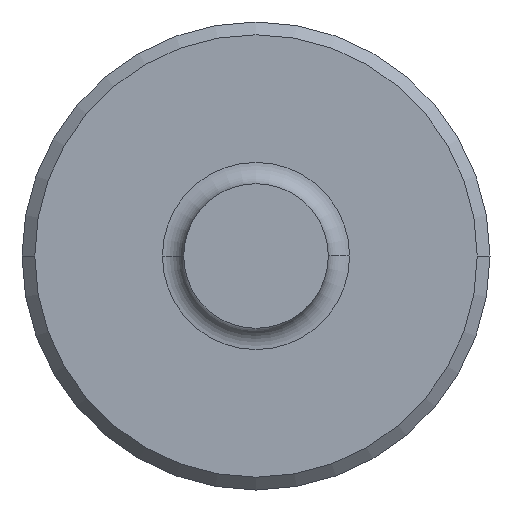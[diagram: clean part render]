
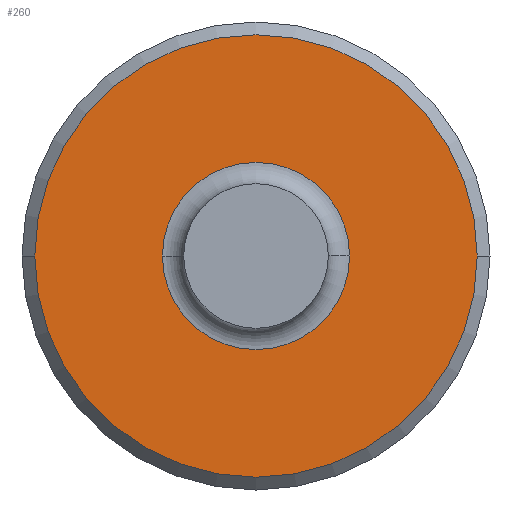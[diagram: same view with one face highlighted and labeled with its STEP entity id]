
A CAD part, front view. The second image highlights one B-rep face of the part: STEP entity #260.
In plain terms, the highlighted planar face has unit normal (0, -1, 0).
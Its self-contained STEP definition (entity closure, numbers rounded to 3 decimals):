
#39=CARTESIAN_POINT('',(0.,10.,0.));
#40=DIRECTION('',(0.,-1.,0.));
#41=DIRECTION('',(-1.,0.,0.));
#42=AXIS2_PLACEMENT_3D('',#39,#40,#41);
#44=CARTESIAN_POINT('',(0.,10.,0.));
#45=DIRECTION('',(0.,-1.,0.));
#46=DIRECTION('',(1.,0.,0.));
#47=AXIS2_PLACEMENT_3D('',#44,#45,#46);
#49=CARTESIAN_POINT('',(0.,10.,0.));
#50=DIRECTION('',(0.,1.,0.));
#51=DIRECTION('',(1.,0.,0.));
#52=AXIS2_PLACEMENT_3D('',#49,#50,#51);
#54=CARTESIAN_POINT('',(0.,10.,0.));
#55=DIRECTION('',(0.,1.,0.));
#56=DIRECTION('',(-1.,0.,0.));
#57=AXIS2_PLACEMENT_3D('',#54,#55,#56);
#161=CARTESIAN_POINT('',(-5.2,10.,0.));
#162=CARTESIAN_POINT('',(5.2,10.,0.));
#163=VERTEX_POINT('',#161);
#164=VERTEX_POINT('',#162);
#173=CARTESIAN_POINT('',(2.2,10.,0.));
#174=CARTESIAN_POINT('',(-2.2,10.,0.));
#175=VERTEX_POINT('',#173);
#176=VERTEX_POINT('',#174);
#245=CARTESIAN_POINT('',(0.,10.,0.));
#246=DIRECTION('',(0.,1.,0.));
#247=DIRECTION('',(1.,0.,0.));
#248=AXIS2_PLACEMENT_3D('',#245,#246,#247);
#249=PLANE('',#248);
#251=ORIENTED_EDGE('',*,*,#250,.F.);
#253=ORIENTED_EDGE('',*,*,#252,.F.);
#254=EDGE_LOOP('',(#251,#253));
#255=FACE_OUTER_BOUND('',#254,.F.);
#256=ORIENTED_EDGE('',*,*,#212,.F.);
#257=ORIENTED_EDGE('',*,*,#227,.F.);
#258=EDGE_LOOP('',(#256,#257));
#259=FACE_BOUND('',#258,.F.);
#43=CIRCLE('',#42,5.2);
#48=CIRCLE('',#47,5.2);
#53=CIRCLE('',#52,2.2);
#58=CIRCLE('',#57,2.2);
#212=EDGE_CURVE('',#175,#176,#53,.T.);
#227=EDGE_CURVE('',#176,#175,#58,.T.);
#250=EDGE_CURVE('',#163,#164,#43,.T.);
#252=EDGE_CURVE('',#164,#163,#48,.T.);
#260=ADVANCED_FACE('',(#255,#259),#249,.F.);
